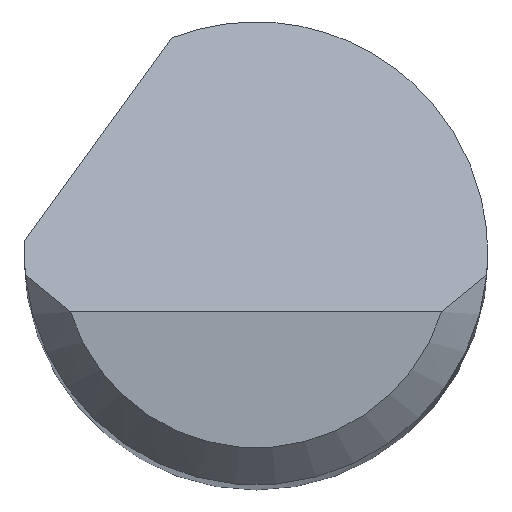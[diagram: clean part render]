
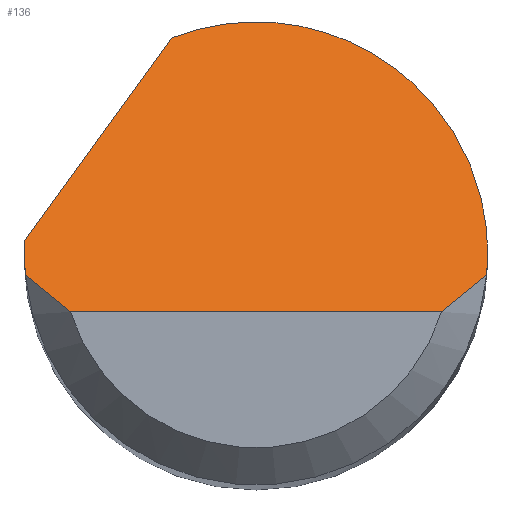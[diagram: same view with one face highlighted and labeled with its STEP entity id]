
A CAD part, top view. The second image highlights one B-rep face of the part: STEP entity #136.
In plain terms, the highlighted planar face has unit normal (0, 0.707, 0.707).
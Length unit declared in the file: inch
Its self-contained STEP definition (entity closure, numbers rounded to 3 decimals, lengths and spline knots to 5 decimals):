
#3 = CARTESIAN_POINT ( 'NONE',  ( -0.09362, 0.005, 1.47125 ) ) ;
#22 = CARTESIAN_POINT ( 'NONE',  ( 0.08157, -0.019, 1.49525 ) ) ;
#30 = CARTESIAN_POINT ( 'NONE',  ( -0.07508, -0.02375, 1.5 ) ) ;
#33 = DIRECTION ( 'NONE',  ( 0., -0.707, -0.707 ) ) ;
#36 = AXIS2_PLACEMENT_3D ( 'NONE', #152, #33, #85 ) ;
#58 = CARTESIAN_POINT ( 'NONE',  ( 0.09375, -0.00292, 1.47917 ) ) ;
#60 = VERTEX_POINT ( 'NONE', #517 ) ;
#70 = CARTESIAN_POINT ( 'NONE',  ( -0.09361, -0.00584, 1.48209 ) ) ;
#85 = DIRECTION ( 'NONE',  ( 0., 0.707, -0.707 ) ) ;
#86 = CARTESIAN_POINT ( 'NONE',  ( -0.11014, -0.01781, 1.49406 ) ) ;
#99 = EDGE_CURVE ( 'NONE', #60, #437, #477, .T. ) ;
#105 = CARTESIAN_POINT ( 'NONE',  ( -0.07508, -0.02375, 1.5 ) ) ;
#111 = VECTOR ( 'NONE', #659, 39.37008 ) ;
#114 = CARTESIAN_POINT ( 'NONE',  ( -0.09334, -0.00875, 1.485 ) ) ;
#129 = LINE ( 'NONE', #86, #156 ) ;
#131 = ORIENTED_EDGE ( 'NONE', *, *, #239, .F. ) ;
#133 = LINE ( 'NONE', #440, #111 ) ;
#136 = ADVANCED_FACE ( 'NONE', ( #463 ), #629, .F. ) ;
#144 = ORIENTED_EDGE ( 'NONE', *, *, #294, .T. ) ;
#152 = CARTESIAN_POINT ( 'NONE',  ( -0.09375, -0.02375, 1.5 ) ) ;
#156 = VECTOR ( 'NONE', #282, 39.37008 ) ;
#185 = VERTEX_POINT ( 'NONE', #424 ) ;
#203 = CARTESIAN_POINT ( 'NONE',  ( -0.08761, -0.01397, 1.49022 ) ) ;
#212 = VERTEX_POINT ( 'NONE', #338 ) ;
#216 = CARTESIAN_POINT ( 'NONE',  ( 0.08761, -0.01397, 1.49022 ) ) ;
#227 = CARTESIAN_POINT ( 'NONE',  ( 0.09375, 0.07266, 1.40359 ) ) ;
#231 = ORIENTED_EDGE ( 'NONE', *, *, #99, .F. ) ;
#239 = EDGE_CURVE ( 'NONE', #301, #267, #552, .T. ) ;
#248 = ORIENTED_EDGE ( 'NONE', *, *, #575, .F. ) ;
#255 = CARTESIAN_POINT ( 'NONE',  ( 0.09334, -0.00875, 1.485 ) ) ;
#257 = VERTEX_POINT ( 'NONE', #327 ) ;
#261 = CARTESIAN_POINT ( 'NONE',  ( -0.09371, 0.00333, 1.47292 ) ) ;
#267 = VERTEX_POINT ( 'NONE', #335 ) ;
#282 = DIRECTION ( 'NONE',  ( 0.456, 0.629, -0.629 ) ) ;
#294 = EDGE_CURVE ( 'NONE', #299, #185, #133, .T. ) ;
#299 = VERTEX_POINT ( 'NONE', #30 ) ;
#301 = VERTEX_POINT ( 'NONE', #606 ) ;
#311 = EDGE_CURVE ( 'NONE', #257, #212, #129, .T. ) ;
#313 = CARTESIAN_POINT ( 'NONE',  ( 0.09334, -0.00875, 1.485 ) ) ;
#324 = CARTESIAN_POINT ( 'NONE',  ( -0.09375, 0., 1.47625 ) ) ;
#325 = CARTESIAN_POINT ( 'NONE',  ( 0.09375, 0., 1.47625 ) ) ;
#327 = CARTESIAN_POINT ( 'NONE',  ( -0.09362, 0.005, 1.47125 ) ) ;
#335 = CARTESIAN_POINT ( 'NONE',  ( -0.09375, 0., 1.47625 ) ) ;
#338 = CARTESIAN_POINT ( 'NONE',  ( -0.03394, 0.08739, 1.38886 ) ) ;
#376 = CARTESIAN_POINT ( 'NONE',  ( -0.03394, 0.08739, 1.38886 ) ) ;
#392 = CARTESIAN_POINT ( 'NONE',  ( 0.03379, 0.11369, 1.36256 ) ) ;
#393 = ORIENTED_EDGE ( 'NONE', *, *, #616, .T. ) ;
#395 = EDGE_LOOP ( 'NONE', ( #144, #393, #231, #248, #655, #545, #131, #515 ) ) ;
#419 = CARTESIAN_POINT ( 'NONE',  ( -0.08157, -0.019, 1.49525 ) ) ;
#424 = CARTESIAN_POINT ( 'NONE',  ( 0.07508, -0.02375, 1.5 ) ) ;
#428 =( BOUNDED_CURVE ( )  B_SPLINE_CURVE ( 3, ( #376, #392, #227, #325 ),
 .UNSPECIFIED., .F., .F. ) 
 B_SPLINE_CURVE_WITH_KNOTS ( ( 4, 4 ),
 ( 5.91277, 7.85398 ),
 .UNSPECIFIED. ) 
 CURVE ( )  GEOMETRIC_REPRESENTATION_ITEM ( )  RATIONAL_B_SPLINE_CURVE ( ( 1., 0.71, 0.71, 1. ) ) 
 REPRESENTATION_ITEM ( '' )  );
#437 = VERTEX_POINT ( 'NONE', #313 ) ;
#440 = CARTESIAN_POINT ( 'NONE',  ( 0., -0.02375, 1.5 ) ) ;
#459 =( BOUNDED_CURVE ( )  B_SPLINE_CURVE ( 3, ( #462, #573, #261, #3 ),
 .UNSPECIFIED., .F., .F. ) 
 B_SPLINE_CURVE_WITH_KNOTS ( ( 4, 4 ),
 ( 4.71239, 4.76575 ),
 .UNSPECIFIED. ) 
 CURVE ( )  GEOMETRIC_REPRESENTATION_ITEM ( )  RATIONAL_B_SPLINE_CURVE ( ( 1., 1., 1., 1. ) ) 
 REPRESENTATION_ITEM ( '' )  );
#462 = CARTESIAN_POINT ( 'NONE',  ( -0.09375, 0., 1.47625 ) ) ;
#463 = FACE_OUTER_BOUND ( 'NONE', #395, .T. ) ;
#477 =( BOUNDED_CURVE ( )  B_SPLINE_CURVE ( 3, ( #576, #58, #520, #255 ),
 .UNSPECIFIED., .F., .F. ) 
 B_SPLINE_CURVE_WITH_KNOTS ( ( 4, 4 ),
 ( 1.5708, 1.66427 ),
 .UNSPECIFIED. ) 
 CURVE ( )  GEOMETRIC_REPRESENTATION_ITEM ( )  RATIONAL_B_SPLINE_CURVE ( ( 1., 0.999, 0.999, 1. ) ) 
 REPRESENTATION_ITEM ( '' )  );
#479 = CARTESIAN_POINT ( 'NONE',  ( 0.07508, -0.02375, 1.5 ) ) ;
#496 = EDGE_CURVE ( 'NONE', #267, #257, #459, .T. ) ;
#506 = EDGE_CURVE ( 'NONE', #301, #299, #640, .T. ) ;
#515 = ORIENTED_EDGE ( 'NONE', *, *, #506, .T. ) ;
#517 = CARTESIAN_POINT ( 'NONE',  ( 0.09375, 0., 1.47625 ) ) ;
#520 = CARTESIAN_POINT ( 'NONE',  ( 0.09361, -0.00584, 1.48209 ) ) ;
#521 = CARTESIAN_POINT ( 'NONE',  ( -0.09334, -0.00875, 1.485 ) ) ;
#541 = CARTESIAN_POINT ( 'NONE',  ( -0.09375, -0.00292, 1.47917 ) ) ;
#545 = ORIENTED_EDGE ( 'NONE', *, *, #496, .F. ) ;
#552 =( BOUNDED_CURVE ( )  B_SPLINE_CURVE ( 3, ( #114, #70, #541, #324 ),
 .UNSPECIFIED., .F., .F. ) 
 B_SPLINE_CURVE_WITH_KNOTS ( ( 4, 4 ),
 ( 4.61892, 4.71239 ),
 .UNSPECIFIED. ) 
 CURVE ( )  GEOMETRIC_REPRESENTATION_ITEM ( )  RATIONAL_B_SPLINE_CURVE ( ( 1., 0.999, 0.999, 1. ) ) 
 REPRESENTATION_ITEM ( '' )  );
#573 = CARTESIAN_POINT ( 'NONE',  ( -0.09375, 0.00167, 1.47458 ) ) ;
#575 = EDGE_CURVE ( 'NONE', #212, #60, #428, .T. ) ;
#576 = CARTESIAN_POINT ( 'NONE',  ( 0.09375, 0., 1.47625 ) ) ;
#590 = B_SPLINE_CURVE_WITH_KNOTS ( 'NONE', 3,
 ( #479, #22, #216, #614 ),
 .UNSPECIFIED., .F., .F.,
 ( 4, 4 ),
 ( 0., 0.00071 ),
 .UNSPECIFIED. ) ;
#606 = CARTESIAN_POINT ( 'NONE',  ( -0.09334, -0.00875, 1.485 ) ) ;
#614 = CARTESIAN_POINT ( 'NONE',  ( 0.09334, -0.00875, 1.485 ) ) ;
#616 = EDGE_CURVE ( 'NONE', #185, #437, #590, .T. ) ;
#629 = PLANE ( 'NONE',  #36 ) ;
#640 = B_SPLINE_CURVE_WITH_KNOTS ( 'NONE', 3,
 ( #521, #203, #419, #105 ),
 .UNSPECIFIED., .F., .F.,
 ( 4, 4 ),
 ( 0., 0.00071 ),
 .UNSPECIFIED. ) ;
#655 = ORIENTED_EDGE ( 'NONE', *, *, #311, .F. ) ;
#659 = DIRECTION ( 'NONE',  ( 1., 0., 0. ) ) ;
